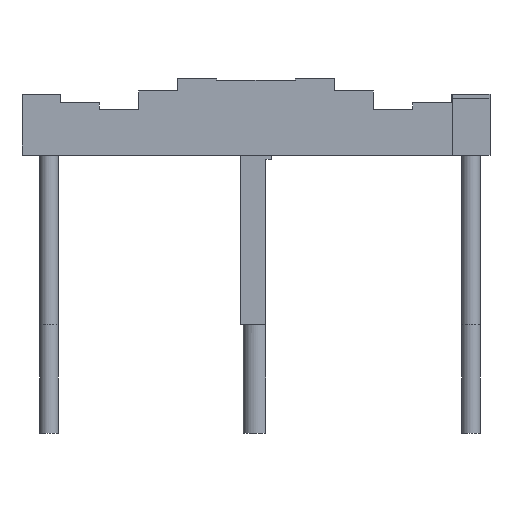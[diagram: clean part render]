
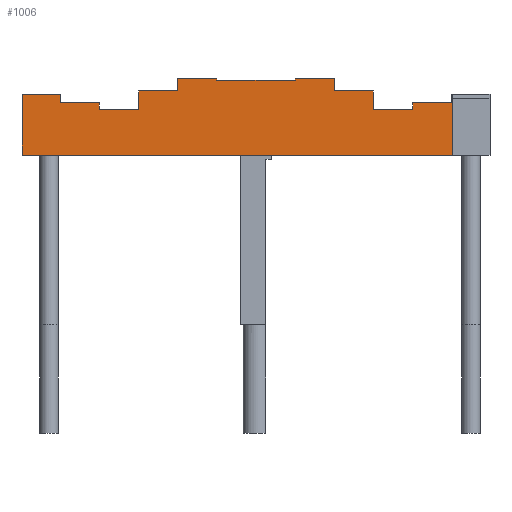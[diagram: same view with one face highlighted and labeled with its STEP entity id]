
A CAD part, left-side view. The second image highlights one B-rep face of the part: STEP entity #1006.
In plain terms, the highlighted planar face has unit normal (-1, 0, 0).
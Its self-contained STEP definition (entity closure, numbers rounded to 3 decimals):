
#72=FACE_OUTER_BOUND('',#125,.T.);
#125=EDGE_LOOP('',(#880,#881,#882,#883,#884,#885,#886,#887,#888,#889,#890,
#891,#892,#893,#894,#895,#896,#897,#898,#899,#900,#901,#902,#903));
#169=LINE('',#1437,#296);
#193=LINE('',#1497,#320);
#196=LINE('',#1503,#323);
#200=LINE('',#1512,#327);
#202=LINE('',#1515,#329);
#205=LINE('',#1521,#332);
#206=LINE('',#1524,#333);
#211=LINE('',#1533,#338);
#215=LINE('',#1542,#342);
#216=LINE('',#1545,#343);
#220=LINE('',#1551,#347);
#223=LINE('',#1557,#350);
#227=LINE('',#1566,#354);
#228=LINE('',#1569,#355);
#232=LINE('',#1575,#359);
#236=LINE('',#1584,#363);
#238=LINE('',#1587,#365);
#241=LINE('',#1593,#368);
#242=LINE('',#1596,#369);
#247=LINE('',#1605,#374);
#252=LINE('',#1617,#379);
#261=LINE('',#1633,#388);
#266=LINE('',#1642,#393);
#267=LINE('',#1644,#394);
#296=VECTOR('',#1166,10.);
#320=VECTOR('',#1230,10.);
#323=VECTOR('',#1235,10.);
#327=VECTOR('',#1241,10.);
#329=VECTOR('',#1245,10.);
#332=VECTOR('',#1250,10.);
#333=VECTOR('',#1253,10.);
#338=VECTOR('',#1260,10.);
#342=VECTOR('',#1266,10.);
#343=VECTOR('',#1269,10.);
#347=VECTOR('',#1275,10.);
#350=VECTOR('',#1280,10.);
#354=VECTOR('',#1286,10.);
#355=VECTOR('',#1289,10.);
#359=VECTOR('',#1295,10.);
#363=VECTOR('',#1301,10.);
#365=VECTOR('',#1305,10.);
#368=VECTOR('',#1310,10.);
#369=VECTOR('',#1313,10.);
#374=VECTOR('',#1320,10.);
#379=VECTOR('',#1329,10.);
#388=VECTOR('',#1342,10.);
#393=VECTOR('',#1355,10.);
#394=VECTOR('',#1358,10.);
#421=VERTEX_POINT('',#1434);
#422=VERTEX_POINT('',#1436);
#436=VERTEX_POINT('',#1491);
#438=VERTEX_POINT('',#1495);
#440=VERTEX_POINT('',#1501);
#442=VERTEX_POINT('',#1506);
#444=VERTEX_POINT('',#1510);
#446=VERTEX_POINT('',#1518);
#447=VERTEX_POINT('',#1523);
#450=VERTEX_POINT('',#1530);
#452=VERTEX_POINT('',#1536);
#454=VERTEX_POINT('',#1540);
#455=VERTEX_POINT('',#1544);
#458=VERTEX_POINT('',#1554);
#460=VERTEX_POINT('',#1560);
#462=VERTEX_POINT('',#1564);
#463=VERTEX_POINT('',#1568);
#466=VERTEX_POINT('',#1578);
#468=VERTEX_POINT('',#1582);
#470=VERTEX_POINT('',#1590);
#471=VERTEX_POINT('',#1595);
#474=VERTEX_POINT('',#1602);
#479=VERTEX_POINT('',#1616);
#483=VERTEX_POINT('',#1628);
#521=EDGE_CURVE('',#422,#421,#169,.T.);
#551=EDGE_CURVE('',#436,#438,#193,.T.);
#554=EDGE_CURVE('',#440,#438,#196,.T.);
#558=EDGE_CURVE('',#442,#444,#200,.T.);
#560=EDGE_CURVE('',#436,#444,#202,.T.);
#563=EDGE_CURVE('',#442,#446,#205,.T.);
#564=EDGE_CURVE('',#446,#447,#206,.T.);
#569=EDGE_CURVE('',#447,#450,#211,.T.);
#573=EDGE_CURVE('',#452,#454,#215,.T.);
#574=EDGE_CURVE('',#450,#455,#216,.T.);
#578=EDGE_CURVE('',#455,#454,#220,.T.);
#581=EDGE_CURVE('',#452,#458,#223,.T.);
#585=EDGE_CURVE('',#460,#462,#227,.T.);
#586=EDGE_CURVE('',#458,#463,#228,.T.);
#590=EDGE_CURVE('',#463,#462,#232,.T.);
#594=EDGE_CURVE('',#466,#468,#236,.T.);
#596=EDGE_CURVE('',#460,#468,#238,.T.);
#599=EDGE_CURVE('',#466,#470,#241,.T.);
#600=EDGE_CURVE('',#470,#471,#242,.T.);
#605=EDGE_CURVE('',#471,#474,#247,.T.);
#610=EDGE_CURVE('',#474,#479,#252,.T.);
#619=EDGE_CURVE('',#479,#483,#261,.T.);
#624=EDGE_CURVE('',#421,#483,#266,.T.);
#625=EDGE_CURVE('',#422,#440,#267,.T.);
#880=ORIENTED_EDGE('',*,*,#521,.T.);
#881=ORIENTED_EDGE('',*,*,#624,.T.);
#882=ORIENTED_EDGE('',*,*,#619,.F.);
#883=ORIENTED_EDGE('',*,*,#610,.F.);
#884=ORIENTED_EDGE('',*,*,#605,.F.);
#885=ORIENTED_EDGE('',*,*,#600,.F.);
#886=ORIENTED_EDGE('',*,*,#599,.F.);
#887=ORIENTED_EDGE('',*,*,#594,.T.);
#888=ORIENTED_EDGE('',*,*,#596,.F.);
#889=ORIENTED_EDGE('',*,*,#585,.T.);
#890=ORIENTED_EDGE('',*,*,#590,.F.);
#891=ORIENTED_EDGE('',*,*,#586,.F.);
#892=ORIENTED_EDGE('',*,*,#581,.F.);
#893=ORIENTED_EDGE('',*,*,#573,.T.);
#894=ORIENTED_EDGE('',*,*,#578,.F.);
#895=ORIENTED_EDGE('',*,*,#574,.F.);
#896=ORIENTED_EDGE('',*,*,#569,.F.);
#897=ORIENTED_EDGE('',*,*,#564,.F.);
#898=ORIENTED_EDGE('',*,*,#563,.F.);
#899=ORIENTED_EDGE('',*,*,#558,.T.);
#900=ORIENTED_EDGE('',*,*,#560,.F.);
#901=ORIENTED_EDGE('',*,*,#551,.T.);
#902=ORIENTED_EDGE('',*,*,#554,.F.);
#903=ORIENTED_EDGE('',*,*,#625,.F.);
#953=PLANE('',#1096);
#1006=ADVANCED_FACE('',(#72),#953,.T.);
#1096=AXIS2_PLACEMENT_3D('',#1643,#1356,#1357);
#1166=DIRECTION('',(0.,-1.,0.));
#1230=DIRECTION('',(0.,0.,1.));
#1235=DIRECTION('',(0.,-1.,0.));
#1241=DIRECTION('',(0.,0.,1.));
#1245=DIRECTION('',(0.,-1.,0.));
#1250=DIRECTION('',(0.,-1.,0.));
#1253=DIRECTION('',(0.,0.,1.));
#1260=DIRECTION('',(0.,-1.,0.));
#1266=DIRECTION('',(0.,0.,1.));
#1269=DIRECTION('',(0.,0.,1.));
#1275=DIRECTION('',(0.,-1.,0.));
#1280=DIRECTION('',(0.,-1.,0.));
#1286=DIRECTION('',(0.,0.,1.));
#1289=DIRECTION('',(0.,0.,1.));
#1295=DIRECTION('',(0.,-1.,0.));
#1301=DIRECTION('',(0.,0.,1.));
#1305=DIRECTION('',(0.,-1.,0.));
#1310=DIRECTION('',(0.,-1.,0.));
#1313=DIRECTION('',(0.,0.,1.));
#1320=DIRECTION('',(0.,-1.,0.));
#1329=DIRECTION('',(0.,0.,1.));
#1342=DIRECTION('',(0.,-1.,0.));
#1355=DIRECTION('',(0.,0.,1.));
#1356=DIRECTION('center_axis',(-1.,0.,0.));
#1357=DIRECTION('ref_axis',(0.,-1.,0.));
#1358=DIRECTION('',(0.,0.,1.));
#1434=CARTESIAN_POINT('',(12.963,-21.538,0.));
#1436=CARTESIAN_POINT('',(12.963,25.625,0.));
#1437=CARTESIAN_POINT('',(12.963,25.625,0.));
#1491=CARTESIAN_POINT('',(12.963,21.438,5.733));
#1495=CARTESIAN_POINT('',(12.963,21.438,6.64));
#1497=CARTESIAN_POINT('',(12.963,21.438,2.));
#1501=CARTESIAN_POINT('',(12.963,25.625,6.64));
#1503=CARTESIAN_POINT('',(12.963,25.625,6.64));
#1506=CARTESIAN_POINT('',(12.963,17.15,5.001));
#1510=CARTESIAN_POINT('',(12.963,17.15,5.733));
#1512=CARTESIAN_POINT('',(12.963,17.15,2.));
#1515=CARTESIAN_POINT('',(12.963,25.625,5.733));
#1518=CARTESIAN_POINT('',(12.963,12.863,5.001));
#1521=CARTESIAN_POINT('',(12.963,25.625,5.001));
#1523=CARTESIAN_POINT('',(12.963,12.863,7.021));
#1524=CARTESIAN_POINT('',(12.963,12.863,2.));
#1530=CARTESIAN_POINT('',(12.963,8.575,7.021));
#1533=CARTESIAN_POINT('',(12.963,25.625,7.021));
#1536=CARTESIAN_POINT('',(12.963,4.288,8.18));
#1540=CARTESIAN_POINT('',(12.963,4.288,8.365));
#1542=CARTESIAN_POINT('',(12.963,4.288,2.));
#1544=CARTESIAN_POINT('',(12.963,8.575,8.365));
#1545=CARTESIAN_POINT('',(12.963,8.575,2.));
#1551=CARTESIAN_POINT('',(12.963,25.625,8.365));
#1554=CARTESIAN_POINT('',(12.963,-4.288,8.18));
#1557=CARTESIAN_POINT('',(12.963,25.625,8.18));
#1560=CARTESIAN_POINT('',(12.963,-8.575,7.021));
#1564=CARTESIAN_POINT('',(12.963,-8.575,8.365));
#1566=CARTESIAN_POINT('',(12.963,-8.575,2.));
#1568=CARTESIAN_POINT('',(12.963,-4.288,8.365));
#1569=CARTESIAN_POINT('',(12.963,-4.288,2.));
#1575=CARTESIAN_POINT('',(12.963,25.625,8.365));
#1578=CARTESIAN_POINT('',(12.963,-12.863,5.001));
#1582=CARTESIAN_POINT('',(12.963,-12.863,7.021));
#1584=CARTESIAN_POINT('',(12.963,-12.863,2.));
#1587=CARTESIAN_POINT('',(12.963,25.625,7.021));
#1590=CARTESIAN_POINT('',(12.963,-17.15,5.001));
#1593=CARTESIAN_POINT('',(12.963,25.625,5.001));
#1595=CARTESIAN_POINT('',(12.963,-17.15,5.733));
#1596=CARTESIAN_POINT('',(12.963,-17.15,2.));
#1602=CARTESIAN_POINT('',(12.963,-21.438,5.733));
#1605=CARTESIAN_POINT('',(12.963,25.625,5.733));
#1616=CARTESIAN_POINT('',(12.963,-21.438,6.64));
#1617=CARTESIAN_POINT('',(12.963,-21.438,2.));
#1628=CARTESIAN_POINT('',(12.963,-21.538,6.64));
#1633=CARTESIAN_POINT('',(12.963,25.625,6.64));
#1642=CARTESIAN_POINT('',(12.963,-21.538,0.));
#1643=CARTESIAN_POINT('Origin',(12.963,25.625,0.));
#1644=CARTESIAN_POINT('',(12.963,25.625,0.));
